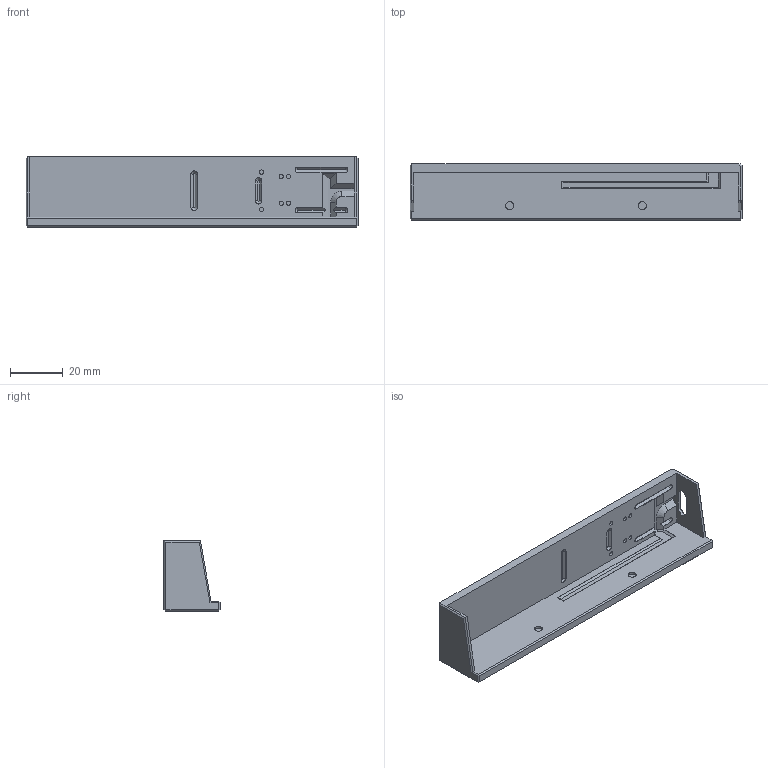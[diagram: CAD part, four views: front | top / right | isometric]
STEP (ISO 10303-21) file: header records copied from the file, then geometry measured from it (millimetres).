
FILE_DESCRIPTION(/* description */ (''),/* implementation_level */ '2;1');
FILE_NAME(/* name */ 'Cover bottom.step',/* time_stamp */ '2025-11-17T04:55:48-06:00',/* author */ (''),/* organization */ (''),/* preprocessor_version */ 'ST-DEVELOPER v20.1',/* originating_system */ 'Autodesk Translation Framework v14.21.0.0',/* authorisation */ '');
FILE_SCHEMA (('AUTOMOTIVE_DESIGN { 1 0 10303 214 3 1 1 }'));
Length unit declared in the file: millimetre
Products named in the file (1): Cover bottom
Bounding box: 125.47 x 21.2 x 26.47 mm (x, y, z)
Volume: 19698.6 mm3; surface area: 13484.5 mm2
Topology: 1 solids, 1 shells, 134 faces, 300 edges, 181 vertices
Faces by surface type: plane 107, cylinder 18, cone 9
Full cylindrical faces by diameter (mm): 1.6 x6, 3.1 x2, 5.6 x2
Entity records: 3651 total; most frequent: DIRECTION 616, CARTESIAN_POINT 616, ORIENTED_EDGE 600, EDGE_CURVE 300, LINE 254, VECTOR 254, VERTEX_POINT 181, AXIS2_PLACEMENT_3D 181
